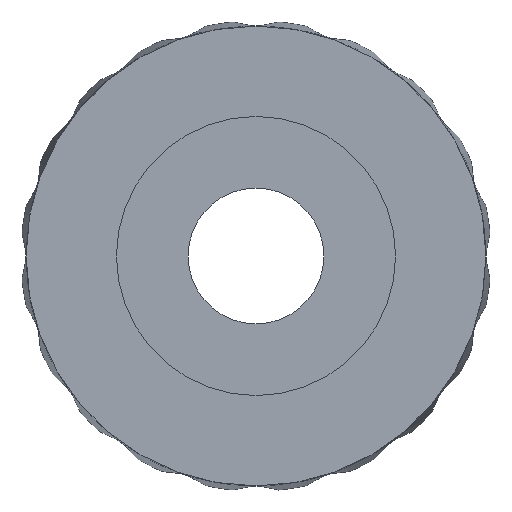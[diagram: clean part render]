
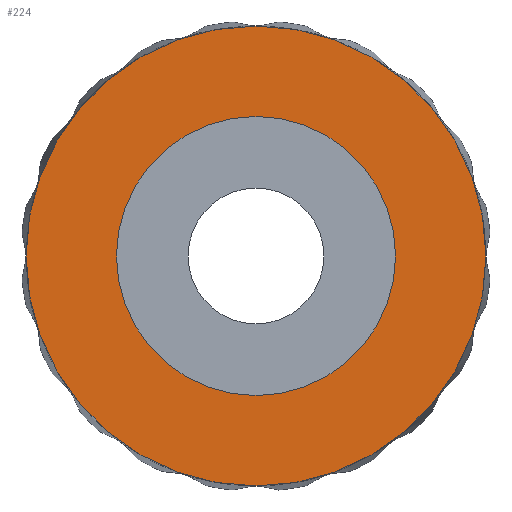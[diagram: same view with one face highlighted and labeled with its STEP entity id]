
A CAD part, front view. The second image highlights one B-rep face of the part: STEP entity #224.
In plain terms, the highlighted planar face has unit normal (0, -1, 0).
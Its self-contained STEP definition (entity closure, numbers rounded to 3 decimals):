
#224=ADVANCED_FACE('',(#509,#510),#511,.F.);
#509=FACE_OUTER_BOUND('',#850,.T.);
#510=FACE_BOUND('',#851,.T.);
#511=PLANE('',#852);
#850=EDGE_LOOP('',(#7953,#7954));
#851=EDGE_LOOP('',(#7955,#7956));
#852=AXIS2_PLACEMENT_3D('',#7957,#7958,#7959);
#7953=ORIENTED_EDGE('',*,*,#17560,.F.);
#7954=ORIENTED_EDGE('',*,*,#17548,.T.);
#7955=ORIENTED_EDGE('',*,*,#17554,.F.);
#7956=ORIENTED_EDGE('',*,*,#17558,.T.);
#7957=CARTESIAN_POINT('',(0.0,-5.683,0.0));
#7958=DIRECTION('',(-0.0,1.0,0.0));
#7959=DIRECTION('',(1.0,0.0,0.0));
#17548=EDGE_CURVE('',#18181,#18179,#18182,.F.);
#17554=EDGE_CURVE('',#18190,#18191,#18192,.F.);
#17558=EDGE_CURVE('',#18190,#18191,#18196,.T.);
#17560=EDGE_CURVE('',#18181,#18179,#18198,.T.);
#18179=VERTEX_POINT('',#19657);
#18181=VERTEX_POINT('',#19660);
#18182=CIRCLE('',#19661,12.36);
#18190=VERTEX_POINT('',#19670);
#18191=VERTEX_POINT('',#19671);
#18192=CIRCLE('',#19672,7.5);
#18196=CIRCLE('',#19678,7.5);
#18198=CIRCLE('',#19680,12.36);
#19657=CARTESIAN_POINT('',(-12.36,-5.683,0.));
#19660=CARTESIAN_POINT('',(12.36,-5.683,0.));
#19661=AXIS2_PLACEMENT_3D('',#20417,#20418,#20419);
#19670=CARTESIAN_POINT('',(7.5,-5.683,0.0));
#19671=CARTESIAN_POINT('',(-7.5,-5.683,0.));
#19672=AXIS2_PLACEMENT_3D('',#20427,#20428,#20429);
#19678=AXIS2_PLACEMENT_3D('',#20432,#20433,#20434);
#19680=AXIS2_PLACEMENT_3D('',#20435,#20436,#20437);
#20417=CARTESIAN_POINT('',(0.0,-5.683,0.0));
#20418=DIRECTION('',(0.0,1.0,0.0));
#20419=DIRECTION('',(0.0,0.0,1.0));
#20427=CARTESIAN_POINT('',(0.0,-5.683,0.0));
#20428=DIRECTION('',(0.0,1.0,0.0));
#20429=DIRECTION('',(0.0,0.0,1.0));
#20432=CARTESIAN_POINT('',(0.0,-5.683,0.0));
#20433=DIRECTION('',(0.0,1.0,0.0));
#20434=DIRECTION('',(0.0,0.0,1.0));
#20435=CARTESIAN_POINT('',(0.0,-5.683,0.0));
#20436=DIRECTION('',(0.0,1.0,0.0));
#20437=DIRECTION('',(0.0,0.0,1.0));
